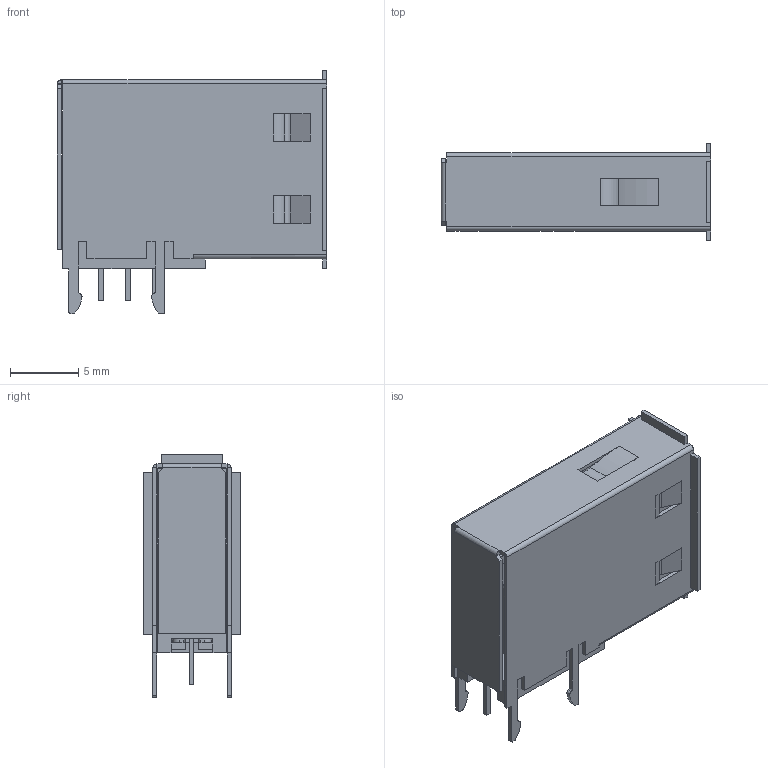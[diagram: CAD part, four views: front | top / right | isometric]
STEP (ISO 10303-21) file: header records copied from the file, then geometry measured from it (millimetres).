
FILE_DESCRIPTION(/* description */ (''),/* implementation_level */ '2;1');
FILE_NAME(/* name */ 'Amphenol - 73725-0110BLF.step',/* time_stamp */ '2020-04-02T12:53:04+01:00',/* author */ (''),/* organization */ (''),/* preprocessor_version */ 'ST-DEVELOPER v18',/* originating_system */ 'Autodesk Translation Framework v8.12.0.6',/* authorisation */ '');
FILE_SCHEMA (('AUTOMOTIVE_DESIGN { 1 0 10303 214 3 1 1 }'));
Length unit declared in the file: millimetre
Products named in the file (1): Amphenol - 73725-0110BLF
Bounding box: 19.7 x 7.12 x 17.81 mm (x, y, z)
Volume: 659.7 mm3; surface area: 2389.3 mm2
Topology: 1 solids, 1 shells, 525 faces, 1294 edges, 699 vertices
Faces by surface type: plane 415, cylinder 108, cone 2
Entity records: 15111 total; most frequent: DIRECTION 2610, ORIENTED_EDGE 2588, CARTESIAN_POINT 2519, EDGE_CURVE 1294, LINE 1030, VECTOR 1030, AXIS2_PLACEMENT_3D 790, VERTEX_POINT 699
